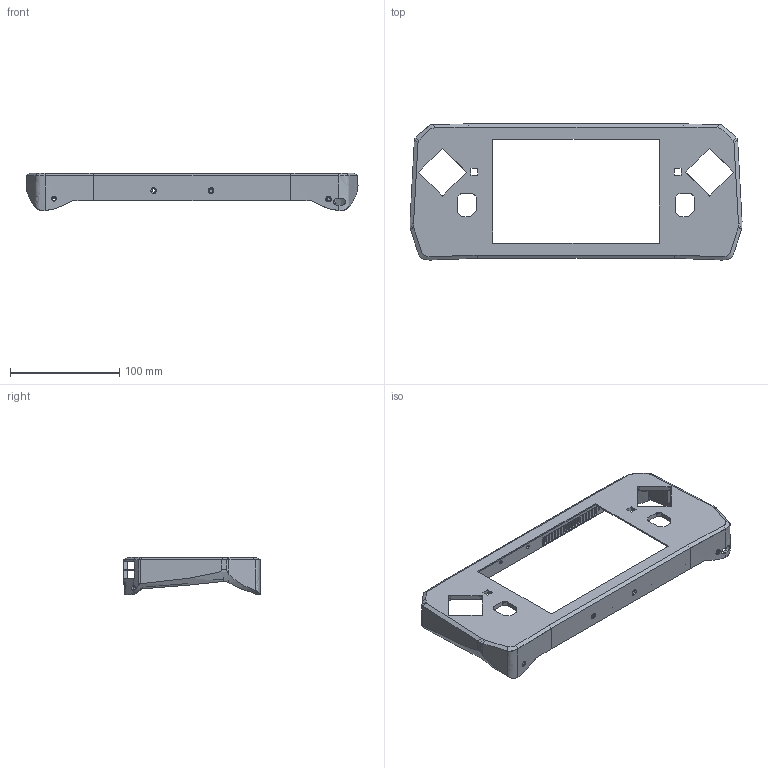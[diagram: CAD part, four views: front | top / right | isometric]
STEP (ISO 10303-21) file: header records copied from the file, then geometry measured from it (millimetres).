
FILE_DESCRIPTION(/* description */ (''),/* implementation_level */ '2;1');
FILE_NAME(/* name */ 'Main_Chassis.step',/* time_stamp */ '2024-01-26T12:14:44-05:00',/* author */ (''),/* organization */ (''),/* preprocessor_version */ 'ST-DEVELOPER v20',/* originating_system */ 'Autodesk Translation Framework v12.14.0.127',/* authorisation */ '');
FILE_SCHEMA (('AUTOMOTIVE_DESIGN { 1 0 10303 214 3 1 1 }'));
Length unit declared in the file: millimetre
Products named in the file (2): I FORGOR TO SAVE v2; Component10
Assembly tree (1 placements, depth 2):
  I FORGOR TO SAVE v2
    Component10
Bounding box: 303.88 x 124.59 x 34.15 mm (x, y, z)
Volume: 110097.4 mm3; surface area: 82838.1 mm2
Topology: 1 solids, 1 shells, 544 faces, 1569 edges, 1041 vertices
Faces by surface type: plane 366, cylinder 91, bspline 77, cone 10
Full cylindrical faces by diameter (mm): 1.4 x7, 2.475 x1, 2.477 x1, 2.5 x7, 2.8 x1, 3.1 x1, 3.2 x6, 3.4 x10, 3.5 x8, 5.1 x1
Entity records: 22320 total; most frequent: CARTESIAN_POINT 8528, ORIENTED_EDGE 3138, DIRECTION 2386, EDGE_CURVE 1569, LINE 1064, VECTOR 1064, VERTEX_POINT 1041, AXIS2_PLACEMENT_3D 661
